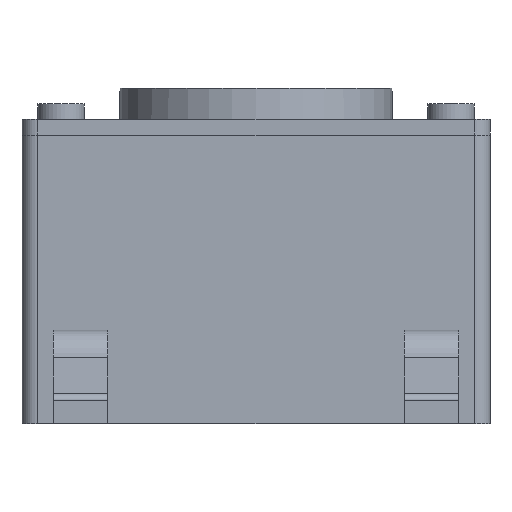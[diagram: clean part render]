
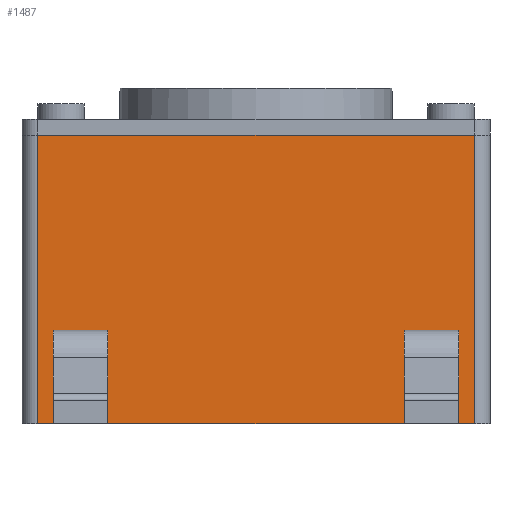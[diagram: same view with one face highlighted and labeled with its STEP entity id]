
A CAD part, front view. The second image highlights one B-rep face of the part: STEP entity #1487.
In plain terms, the highlighted planar face has unit normal (0, -1, 0).
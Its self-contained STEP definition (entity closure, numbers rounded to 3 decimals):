
#98=PLANE('',#1602);
#157=FACE_OUTER_BOUND('',#243,.T.);
#243=EDGE_LOOP('',(#1050,#1051,#1052,#1053));
#336=LINE('',#2205,#485);
#337=LINE('',#2208,#486);
#338=LINE('',#2210,#487);
#339=LINE('',#2211,#488);
#485=VECTOR('',#1762,10.);
#486=VECTOR('',#1765,10.);
#487=VECTOR('',#1766,10.);
#488=VECTOR('',#1767,10.);
#695=VERTEX_POINT('',#2201);
#696=VERTEX_POINT('',#2203);
#697=VERTEX_POINT('',#2207);
#698=VERTEX_POINT('',#2209);
#838=EDGE_CURVE('',#695,#696,#336,.T.);
#839=EDGE_CURVE('',#697,#695,#337,.T.);
#840=EDGE_CURVE('',#698,#696,#338,.T.);
#841=EDGE_CURVE('',#697,#698,#339,.T.);
#1050=ORIENTED_EDGE('',*,*,#839,.T.);
#1051=ORIENTED_EDGE('',*,*,#838,.T.);
#1052=ORIENTED_EDGE('',*,*,#840,.F.);
#1053=ORIENTED_EDGE('',*,*,#841,.F.);
#1487=ADVANCED_FACE('',(#157),#98,.T.);
#1602=AXIS2_PLACEMENT_3D('',#2206,#1763,#1764);
#1762=DIRECTION('',(0.,0.,1.));
#1763=DIRECTION('center_axis',(0.,-1.,0.));
#1764=DIRECTION('ref_axis',(1.,0.,0.));
#1765=DIRECTION('',(1.,0.,0.));
#1766=DIRECTION('',(1.,0.,0.));
#1767=DIRECTION('',(0.,0.,1.));
#2201=CARTESIAN_POINT('',(2.8,-3.,0.));
#2203=CARTESIAN_POINT('',(2.8,-3.,3.7));
#2205=CARTESIAN_POINT('',(2.8,-3.,0.));
#2206=CARTESIAN_POINT('Origin',(-2.8,-3.,0.));
#2207=CARTESIAN_POINT('',(-2.8,-3.,0.));
#2208=CARTESIAN_POINT('',(-2.8,-3.,0.));
#2209=CARTESIAN_POINT('',(-2.8,-3.,3.7));
#2210=CARTESIAN_POINT('',(-2.8,-3.,3.7));
#2211=CARTESIAN_POINT('',(-2.8,-3.,0.));
